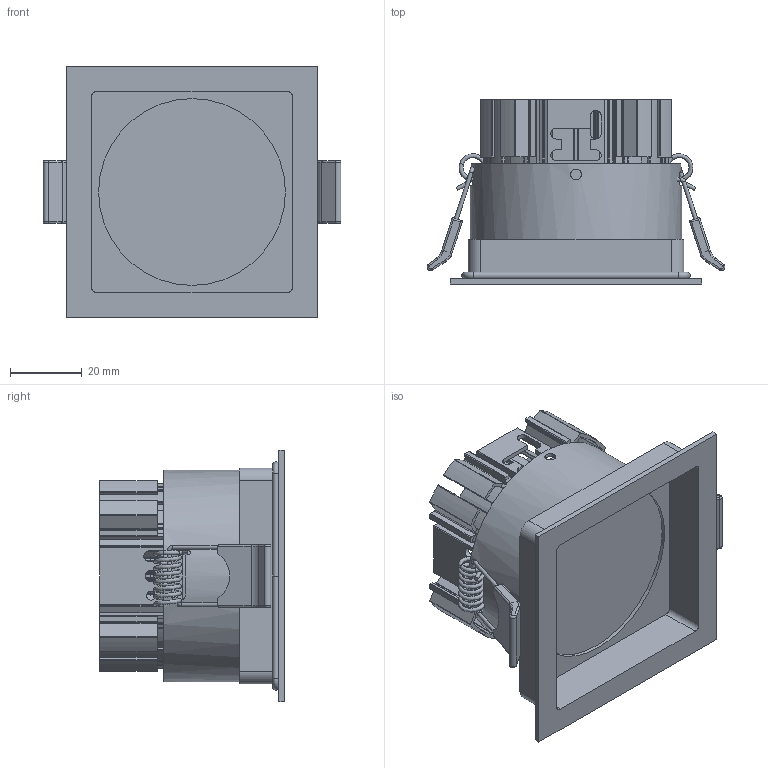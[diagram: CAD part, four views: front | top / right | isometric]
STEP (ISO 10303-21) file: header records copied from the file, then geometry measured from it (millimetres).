
FILE_DESCRIPTION (( 'STEP AP214' ), '1' );
FILE_NAME ('3400-70-B6W-B - Commerciale .STEP', '2022-01-11T14:09:22', ( '' ), ( '' ), 'SwSTEP 2.0', 'SolidWorks 2020', '' );
FILE_SCHEMA (( 'AUTOMOTIVE_DESIGN' ));
Length unit declared in the file: millimetre
Products named in the file (1): 3400-70-B6W-B - Commerciale 
Bounding box: 82.94 x 51.4 x 70 mm (x, y, z)
Surface area: 51989.4 mm2 (no closed solid volume)
Topology: 0 solids, 10 shells, 991 faces, 3189 edges, 2151 vertices
Faces by surface type: cylinder 568, plane 387, torus 26, bspline 10
Full cylindrical faces by diameter (mm): 1.1 x8, 1.78 x5, 2.5 x1, 3 x2, 3.3 x2, 52 x1, 56.2 x1, 57 x1, 59 x1
Entity records: 48958 total; most frequent: CARTESIAN_POINT 9360, DIRECTION 6282, ORIENTED_EDGE 5877, EDGE_CURVE 3136, AXIS2_PLACEMENT_3D 2284, VERTEX_POINT 2144, VECTOR 1714, LINE 1714
